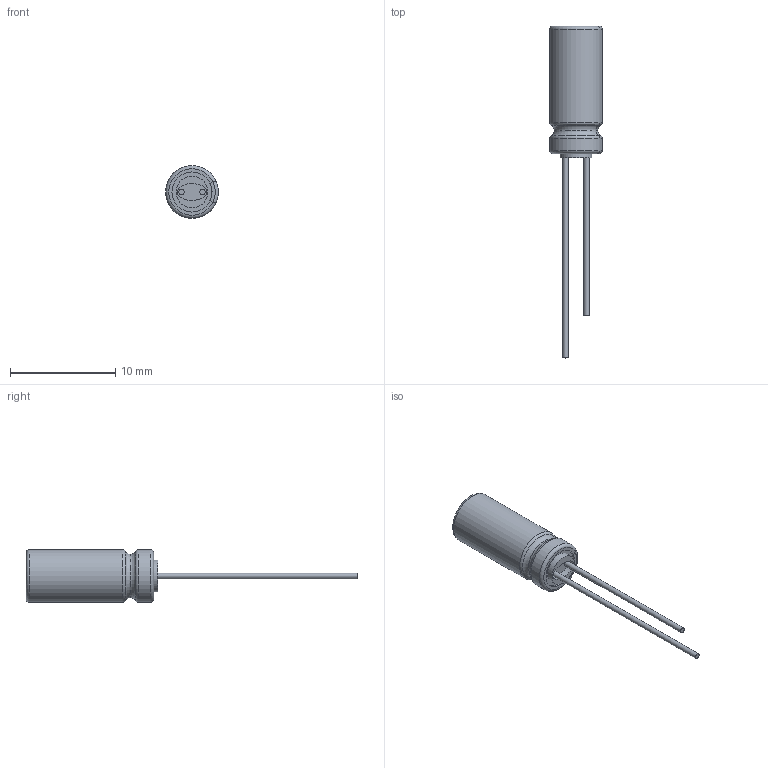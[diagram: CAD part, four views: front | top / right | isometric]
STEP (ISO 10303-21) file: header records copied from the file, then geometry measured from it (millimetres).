
FILE_DESCRIPTION(('HOOPS Exchange Step'),'2;1');
FILE_NAME('200W-52D-500H-1250.STP','2023-09-16T18:00:13+17:00',('RBI'),('None'),'HOOPS Exchange 2022.2','SOLIDWORKS MBD','None');
FILE_SCHEMA( ('AP242_MANAGED_MODEL_BASED_3D_ENGINEERING_MIM_LF {1 0 10303 442 1 1 4 }') );
Length unit declared in the file: millimetre
Products named in the file (1): Default
Bounding box: 5 x 31.51 x 5 mm (x, y, z)
Volume: 237.8 mm3; surface area: 415.3 mm2
Topology: 6 solids, 6 shells, 66 faces, 140 edges, 92 vertices
Faces by surface type: plane 30, torus 18, cylinder 15, cone 2, bspline 1
Full cylindrical faces by diameter (mm): 0.52 x2, 3 x1, 3.7 x1, 3.8 x1, 5 x2
Entity records: 1960 total; most frequent: DIRECTION 361, CARTESIAN_POINT 317, ORIENTED_EDGE 280, AXIS2_PLACEMENT_3D 153, EDGE_CURVE 140, VERTEX_POINT 92, CIRCLE 82, EDGE_LOOP 74
